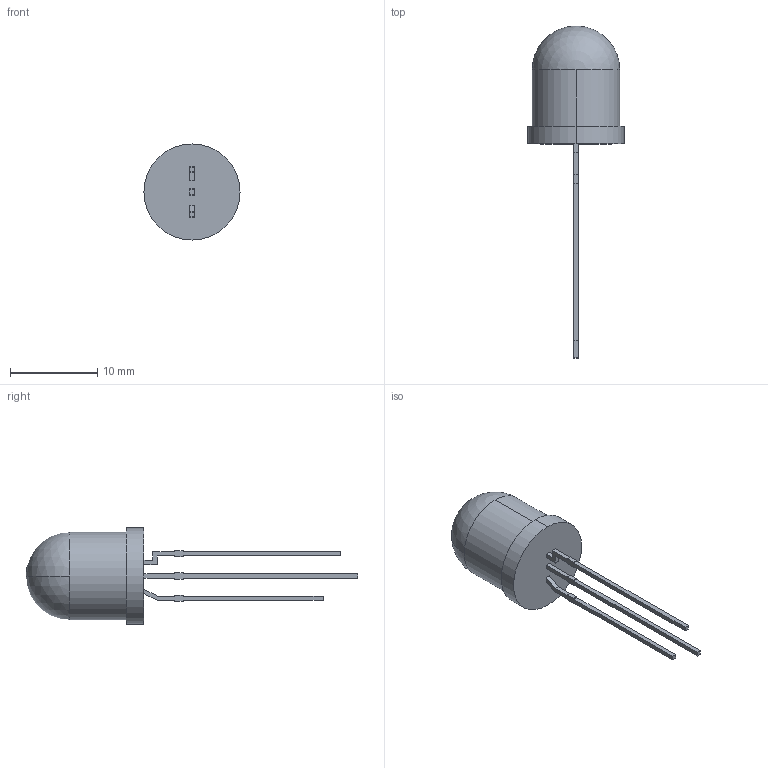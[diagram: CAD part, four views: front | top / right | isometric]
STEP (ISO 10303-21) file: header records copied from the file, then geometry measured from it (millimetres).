
FILE_DESCRIPTION (( 'STEP AP214' ), '1' );
FILE_NAME ('819.STEP', '2008-08-27T22:04:34', ( '' ), ( '' ), 'SwSTEP 2.0', 'SolidWorks 2008', '' );
FILE_SCHEMA (( 'AUTOMOTIVE_DESIGN' ));
Length unit declared in the file: millimetre
Products named in the file (1): 819
Bounding box: 11 x 38 x 11 mm (x, y, z)
Volume: 979.8 mm3; surface area: 681 mm2
Topology: 1 solids, 1 shells, 336 faces, 909 edges, 605 vertices
Faces by surface type: plane 214, bspline 116, cylinder 4, sphere 2
Entity records: 19626 total; most frequent: CARTESIAN_POINT 8237, ORIENTED_EDGE 1814, DIRECTION 1129, EDGE_CURVE 907, VECTOR 663, LINE 663, VERTEX_POINT 605, EDGE_LOOP 368
